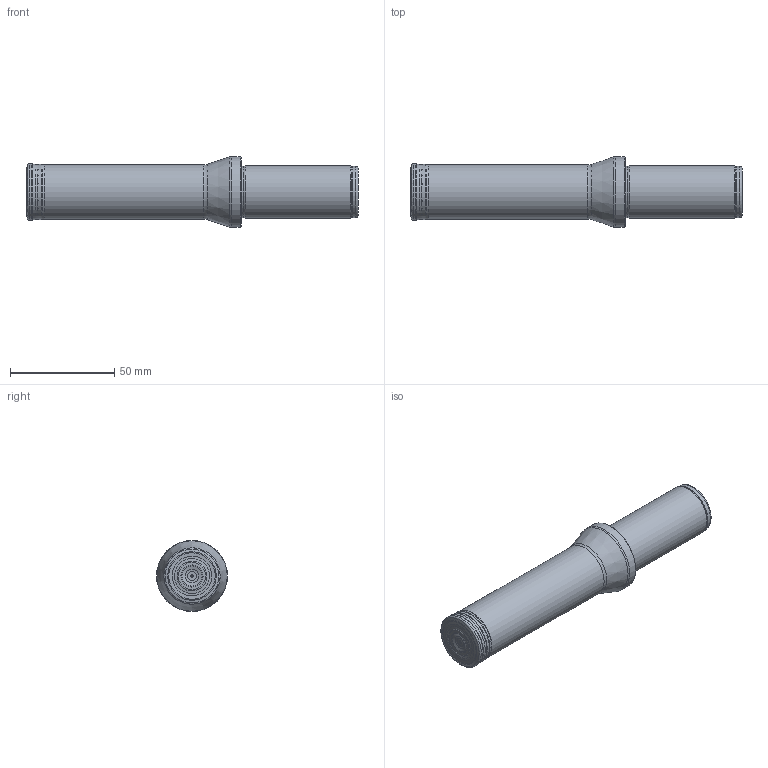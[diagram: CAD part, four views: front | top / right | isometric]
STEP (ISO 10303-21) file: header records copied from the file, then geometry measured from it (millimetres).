
FILE_DESCRIPTION(/* description */ (''),/* implementation_level */ '2;1');
FILE_NAME(/* name */ 'ATUM-27XD3-SOMT-09T308.stp',/* time_stamp */ '2023-10-20T20:07:07+03:00',/* author */ (''),/* organization */ (''),/* preprocessor_version */ 'ST-DEVELOPER v19.4',/* originating_system */ 'SIEMENS PLM Software NX2306.3001',/* authorisation */ '');
FILE_SCHEMA (('AUTOMOTIVE_DESIGN { 1 0 10303 214 3 1 1 1 }'));
Length unit declared in the file: millimetre
Products named in the file (1): STP_ATUM 27.5XD3 SOMT 09T308
Bounding box: 159 x 34 x 34 mm (x, y, z)
Volume: 90420.5 mm3; surface area: 16172 mm2
Topology: 2 solids, 2 shells, 54 faces, 132 edges, 83 vertices
Faces by surface type: revolution 31, torus 8, cylinder 5, cone 5, plane 5
Full cylindrical faces by diameter (mm): 24.5 x2, 25 x1, 26 x1, 34 x1
Entity records: 1235 total; most frequent: CARTESIAN_POINT 262, DIRECTION 205, EDGE_LOOP 104, ORIENTED_EDGE 104, FACE_BOUND 100, AXIS2_PLACEMENT_3D 79, CIRCLE 55, ADVANCED_FACE 54
